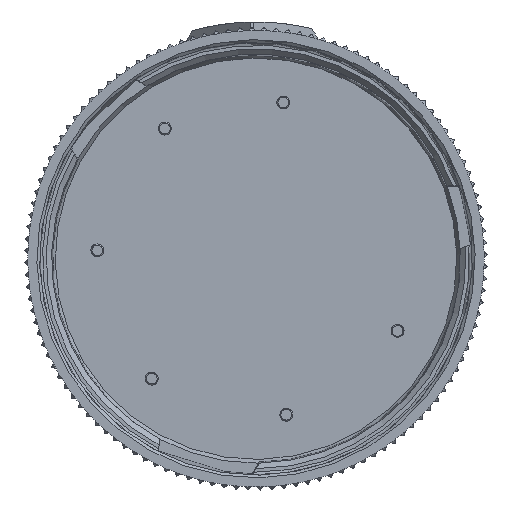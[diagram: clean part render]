
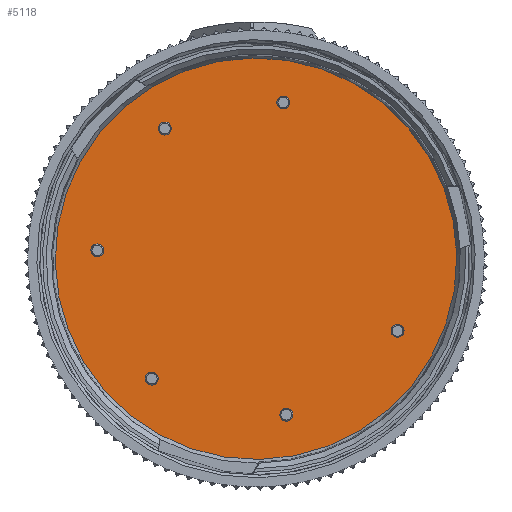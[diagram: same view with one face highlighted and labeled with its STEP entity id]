
A CAD part, left-side view. The second image highlights one B-rep face of the part: STEP entity #5118.
In plain terms, the highlighted face is planar.
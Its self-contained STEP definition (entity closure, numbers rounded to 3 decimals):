
#5118=ADVANCED_FACE('',(#6535,#6536,#6537,#6538,#6539,#6540,#6541),#6075,
 .T.);
#6075=PLANE('',#16572);
#6535=FACE_BOUND('',#6634,.T.);
#6536=FACE_BOUND('',#6635,.T.);
#6537=FACE_BOUND('',#6636,.T.);
#6538=FACE_BOUND('',#6637,.T.);
#6539=FACE_BOUND('',#6638,.T.);
#6540=FACE_BOUND('',#6639,.T.);
#6541=FACE_BOUND('',#6640,.T.);
#6634=EDGE_LOOP('',(#7654));
#6635=EDGE_LOOP('',(#7655));
#6636=EDGE_LOOP('',(#7656));
#6637=EDGE_LOOP('',(#7657));
#6638=EDGE_LOOP('',(#7658));
#6639=EDGE_LOOP('',(#7659));
#6640=EDGE_LOOP('',(#7660));
#7654=ORIENTED_EDGE('',*,*,#13422,.F.);
#7655=ORIENTED_EDGE('',*,*,#13423,.F.);
#7656=ORIENTED_EDGE('',*,*,#13424,.F.);
#7657=ORIENTED_EDGE('',*,*,#13425,.T.);
#7658=ORIENTED_EDGE('',*,*,#13426,.F.);
#7659=ORIENTED_EDGE('',*,*,#13427,.T.);
#7660=ORIENTED_EDGE('',*,*,#13428,.T.);
#12094=VERTEX_POINT('',#22541);
#12095=VERTEX_POINT('',#22543);
#12096=VERTEX_POINT('',#22545);
#12097=VERTEX_POINT('',#22547);
#12098=VERTEX_POINT('',#22549);
#12099=VERTEX_POINT('',#22551);
#12100=VERTEX_POINT('',#22553);
#13422=EDGE_CURVE('',#12094,#12094,#15642,.T.);
#13423=EDGE_CURVE('',#12095,#12095,#15643,.T.);
#13424=EDGE_CURVE('',#12096,#12096,#15644,.T.);
#13425=EDGE_CURVE('',#12097,#12097,#15645,.T.);
#13426=EDGE_CURVE('',#12098,#12098,#15646,.T.);
#13427=EDGE_CURVE('',#12099,#12099,#15647,.T.);
#13428=EDGE_CURVE('',#12100,#12100,#15648,.T.);
#15642=CIRCLE('',#16565,0.6);
#15643=CIRCLE('',#16566,0.6);
#15644=CIRCLE('',#16567,0.6);
#15645=CIRCLE('',#16568,0.6);
#15646=CIRCLE('',#16569,0.6);
#15647=CIRCLE('',#16570,18.703);
#15648=CIRCLE('',#16571,0.6);
#16565=AXIS2_PLACEMENT_3D('',#22540,#18262,#18263);
#16566=AXIS2_PLACEMENT_3D('',#22542,#18264,#18265);
#16567=AXIS2_PLACEMENT_3D('',#22544,#18266,#18267);
#16568=AXIS2_PLACEMENT_3D('',#22546,#18268,#18269);
#16569=AXIS2_PLACEMENT_3D('',#22548,#18270,#18271);
#16570=AXIS2_PLACEMENT_3D('',#22550,#18272,#18273);
#16571=AXIS2_PLACEMENT_3D('',#22552,#18274,#18275);
#16572=AXIS2_PLACEMENT_3D('',#22554,#18276,#18277);
#18262=DIRECTION('',(0.,0.,-1.));
#18263=DIRECTION('',(-1.,0.,0.));
#18264=DIRECTION('',(0.,0.,-1.));
#18265=DIRECTION('',(-1.,0.,0.));
#18266=DIRECTION('',(0.,0.,-1.));
#18267=DIRECTION('',(-1.,0.,0.));
#18268=DIRECTION('',(0.,0.,1.));
#18269=DIRECTION('',(-1.,0.,0.));
#18270=DIRECTION('',(0.,0.,-1.));
#18271=DIRECTION('',(-1.,0.,0.));
#18272=DIRECTION('',(0.,0.,-1.));
#18273=DIRECTION('',(-1.,0.017,0.));
#18274=DIRECTION('',(0.,0.,1.));
#18275=DIRECTION('',(-1.,0.,0.));
#18276=DIRECTION('',(0.,0.,-1.));
#18277=DIRECTION('',(-1.,0.,0.));
#22540=CARTESIAN_POINT('',(-0.775,14.78,6.5));
#22541=CARTESIAN_POINT('',(-1.375,14.78,6.5));
#22542=CARTESIAN_POINT('',(11.17,9.71,6.5));
#22543=CARTESIAN_POINT('',(10.57,9.71,6.5));
#22544=CARTESIAN_POINT('',(14.528,-2.824,6.5));
#22545=CARTESIAN_POINT('',(13.928,-2.824,6.5));
#22546=CARTESIAN_POINT('',(-14.547,-2.547,6.5));
#22547=CARTESIAN_POINT('',(-15.147,-2.547,6.5));
#22548=CARTESIAN_POINT('',(-12.123,8.489,6.5));
#22549=CARTESIAN_POINT('',(-12.723,8.489,6.5));
#22550=CARTESIAN_POINT('',(0.,0.,6.5));
#22551=CARTESIAN_POINT('',(-18.701,0.326,6.5));
#22552=CARTESIAN_POINT('',(6.719,-13.187,6.5));
#22553=CARTESIAN_POINT('',(6.119,-13.187,6.5));
#22554=CARTESIAN_POINT('',(0.,0.,6.5));
